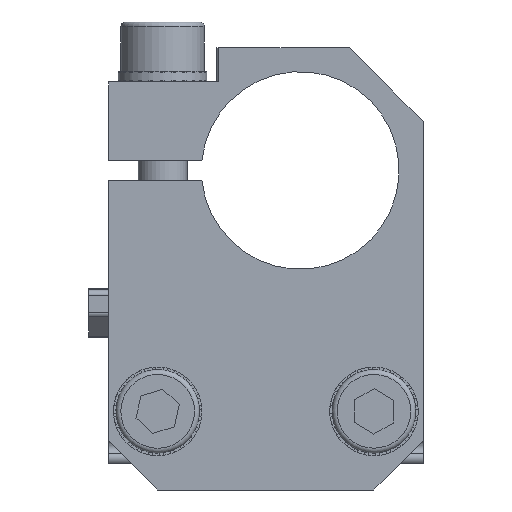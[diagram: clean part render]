
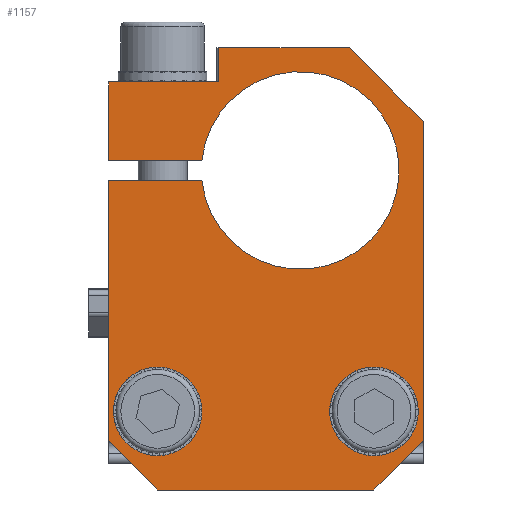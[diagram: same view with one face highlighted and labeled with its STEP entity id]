
A CAD part, front view. The second image highlights one B-rep face of the part: STEP entity #1157.
In plain terms, the highlighted planar face has unit normal (0, -1, 0).
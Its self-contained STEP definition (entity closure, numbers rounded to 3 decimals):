
#1157=ADVANCED_FACE('',(#2217,#2218,#2219),#2220,.F.);
#2217=FACE_BOUND('',#3249,.T.);
#2218=FACE_BOUND('',#3250,.T.);
#2219=FACE_OUTER_BOUND('',#3251,.T.);
#2220=PLANE('',#3252);
#3249=EDGE_LOOP('',(#6141));
#3250=EDGE_LOOP('',(#6142));
#3251=EDGE_LOOP('',(#6143,#6144,#6145,#6146,#6147,#6148,#6149,#6150,#6151,#6152,#6153,#6154,#6155));
#3252=AXIS2_PLACEMENT_3D('',#6156,#6157,#6158);
#6141=ORIENTED_EDGE('',*,*,#7481,.F.);
#6142=ORIENTED_EDGE('',*,*,#7482,.F.);
#6143=ORIENTED_EDGE('',*,*,#7483,.F.);
#6144=ORIENTED_EDGE('',*,*,#7475,.T.);
#6145=ORIENTED_EDGE('',*,*,#7484,.T.);
#6146=ORIENTED_EDGE('',*,*,#7485,.F.);
#6147=ORIENTED_EDGE('',*,*,#7486,.T.);
#6148=ORIENTED_EDGE('',*,*,#7487,.F.);
#6149=ORIENTED_EDGE('',*,*,#7488,.T.);
#6150=ORIENTED_EDGE('',*,*,#7489,.F.);
#6151=ORIENTED_EDGE('',*,*,#7490,.T.);
#6152=ORIENTED_EDGE('',*,*,#7491,.F.);
#6153=ORIENTED_EDGE('',*,*,#7492,.T.);
#6154=ORIENTED_EDGE('',*,*,#7493,.F.);
#6155=ORIENTED_EDGE('',*,*,#7494,.F.);
#6156=CARTESIAN_POINT('',(-16.0,0.0,12.5));
#6157=DIRECTION('',(0.0,1.0,0.0));
#6158=DIRECTION('',(0.0,0.0,1.0));
#7475=EDGE_CURVE('',#9211,#9215,#9217,.T.);
#7481=EDGE_CURVE('',#9225,#9225,#9226,.T.);
#7482=EDGE_CURVE('',#9227,#9227,#9228,.T.);
#7483=EDGE_CURVE('',#9211,#9229,#9230,.T.);
#7484=EDGE_CURVE('',#9215,#9231,#9232,.T.);
#7485=EDGE_CURVE('',#9233,#9231,#9234,.T.);
#7486=EDGE_CURVE('',#9233,#9235,#9236,.T.);
#7487=EDGE_CURVE('',#9237,#9235,#9238,.F.);
#7488=EDGE_CURVE('',#9237,#9239,#9240,.T.);
#7489=EDGE_CURVE('',#9241,#9239,#9242,.T.);
#7490=EDGE_CURVE('',#9241,#9243,#9244,.T.);
#7491=EDGE_CURVE('',#9245,#9243,#9246,.T.);
#7492=EDGE_CURVE('',#9245,#9247,#9248,.T.);
#7493=EDGE_CURVE('',#9249,#9247,#9250,.T.);
#7494=EDGE_CURVE('',#9229,#9249,#9251,.T.);
#9211=VERTEX_POINT('',#11656);
#9215=VERTEX_POINT('',#11662);
#9217=LINE('',#11665,#11666);
#9225=VERTEX_POINT('',#11707);
#9226=CIRCLE('',#11708,2.6);
#9227=VERTEX_POINT('',#11709);
#9228=CIRCLE('',#11710,2.6);
#9229=VERTEX_POINT('',#11711);
#9230=LINE('',#11712,#11713);
#9231=VERTEX_POINT('',#11714);
#9232=LINE('',#11715,#11716);
#9233=VERTEX_POINT('',#11717);
#9234=LINE('',#11718,#11719);
#9235=VERTEX_POINT('',#11720);
#9236=LINE('',#11721,#11722);
#9237=VERTEX_POINT('',#11723);
#9238=CIRCLE('',#11724,10.05);
#9239=VERTEX_POINT('',#11725);
#9240=LINE('',#11726,#11727);
#9241=VERTEX_POINT('',#11728);
#9242=LINE('',#11729,#11730);
#9243=VERTEX_POINT('',#11731);
#9244=LINE('',#11732,#11733);
#9245=VERTEX_POINT('',#11734);
#9246=LINE('',#11735,#11736);
#9247=VERTEX_POINT('',#11737);
#9248=LINE('',#11738,#11739);
#9249=VERTEX_POINT('',#11740);
#9250=LINE('',#11741,#11742);
#9251=LINE('',#11743,#11744);
#11656=CARTESIAN_POINT('',(-4.8,0.0,12.5));
#11662=CARTESIAN_POINT('',(-4.8,0.0,9.0));
#11665=CARTESIAN_POINT('',(-4.8,0.0,9.0));
#11666=VECTOR('',#13203,1.0);
#11707=CARTESIAN_POINT('',(13.6,0.0,-24.5));
#11708=AXIS2_PLACEMENT_3D('',#13207,#13208,#13209);
#11709=CARTESIAN_POINT('',(-8.4,0.0,-24.5));
#11710=AXIS2_PLACEMENT_3D('',#13210,#13211,#13212);
#11711=CARTESIAN_POINT('',(8.5,0.0,12.5));
#11712=CARTESIAN_POINT('',(-16.0,0.0,12.5));
#11713=VECTOR('',#13213,1.0);
#11714=CARTESIAN_POINT('',(-16.0,0.0,9.0));
#11715=CARTESIAN_POINT('',(-5.0,0.0,9.0));
#11716=VECTOR('',#13214,1.0);
#11717=CARTESIAN_POINT('',(-16.0,0.0,1.0));
#11718=CARTESIAN_POINT('',(-16.0,0.0,-32.5));
#11719=VECTOR('',#13215,1.0);
#11720=CARTESIAN_POINT('',(-6.5,0.0,1.0));
#11721=CARTESIAN_POINT('',(-16.0,0.0,1.0));
#11722=VECTOR('',#13216,1.0);
#11723=CARTESIAN_POINT('',(-6.5,0.0,-1.0));
#11724=AXIS2_PLACEMENT_3D('',#13217,#13218,#13219);
#11725=CARTESIAN_POINT('',(-16.0,0.0,-1.0));
#11726=CARTESIAN_POINT('',(-3.825,0.0,-1.0));
#11727=VECTOR('',#13220,1.0);
#11728=CARTESIAN_POINT('',(-16.0,0.0,-27.5));
#11729=CARTESIAN_POINT('',(-16.0,0.0,-32.5));
#11730=VECTOR('',#13221,1.0);
#11731=CARTESIAN_POINT('',(-11.0,0.0,-32.5));
#11732=CARTESIAN_POINT('',(-16.0,0.0,-27.5));
#11733=VECTOR('',#13222,1.0);
#11734=CARTESIAN_POINT('',(11.0,0.0,-32.5));
#11735=CARTESIAN_POINT('',(16.0,0.0,-32.5));
#11736=VECTOR('',#13223,1.0);
#11737=CARTESIAN_POINT('',(16.0,0.0,-27.5));
#11738=CARTESIAN_POINT('',(11.0,0.0,-32.5));
#11739=VECTOR('',#13224,1.0);
#11740=CARTESIAN_POINT('',(16.0,0.0,5.0));
#11741=CARTESIAN_POINT('',(16.0,0.0,12.5));
#11742=VECTOR('',#13225,1.0);
#11743=CARTESIAN_POINT('',(8.5,0.0,12.5));
#11744=VECTOR('',#13226,1.0);
#13203=DIRECTION('',(0.0,0.0,-1.0));
#13207=CARTESIAN_POINT('',(11.0,0.0,-24.5));
#13208=DIRECTION('',(0.0,-1.0,0.0));
#13209=DIRECTION('',(1.0,0.0,0.0));
#13210=CARTESIAN_POINT('',(-11.0,0.0,-24.5));
#13211=DIRECTION('',(0.0,-1.0,0.0));
#13212=DIRECTION('',(1.0,0.0,0.0));
#13213=DIRECTION('',(1.0,0.0,0.));
#13214=DIRECTION('',(-1.0,0.0,0.0));
#13215=DIRECTION('',(0.0,0.0,1.0));
#13216=DIRECTION('',(1.0,0.0,0.));
#13217=CARTESIAN_POINT('',(3.5,0.0,0.0));
#13218=DIRECTION('',(0.0,1.0,0.0));
#13219=DIRECTION('',(0.0,0.0,1.0));
#13220=DIRECTION('',(-1.0,0.0,0.0));
#13221=DIRECTION('',(0.0,0.0,1.0));
#13222=DIRECTION('',(0.707,0.0,-0.707));
#13223=DIRECTION('',(-1.0,0.0,0.));
#13224=DIRECTION('',(0.707,0.0,0.707));
#13225=DIRECTION('',(0.,0.0,-1.0));
#13226=DIRECTION('',(0.707,0.0,-0.707));
